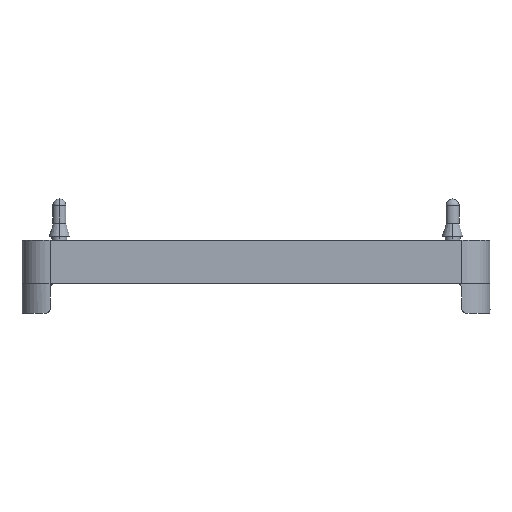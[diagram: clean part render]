
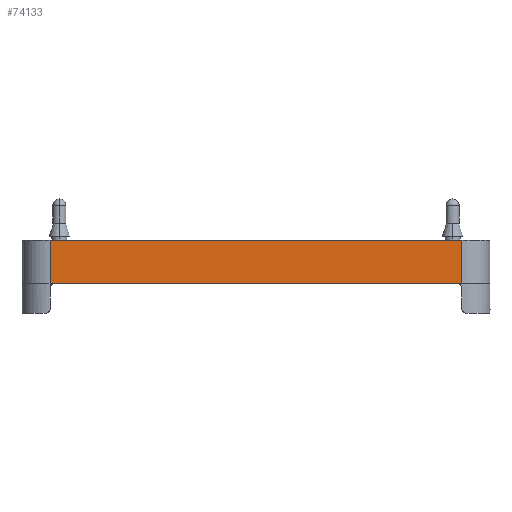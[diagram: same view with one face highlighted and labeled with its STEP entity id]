
A CAD part, left-side view. The second image highlights one B-rep face of the part: STEP entity #74133.
In plain terms, the highlighted planar face has unit normal (-1, 0, 0).
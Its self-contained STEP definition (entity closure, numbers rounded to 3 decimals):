
#1696=CARTESIAN_POINT('',(-62.5,54.961,-2.0));
#1697=VERTEX_POINT('',#1696);
#4177=CARTESIAN_POINT('',(-62.5,-54.961,-2.0));
#4178=VERTEX_POINT('',#4177);
#4186=CARTESIAN_POINT('',(-62.5,-54.961,-2.0));
#4187=DIRECTION('',(0.0,1.0,0.0));
#4188=VECTOR('',#4187,109.923);
#4189=LINE('',#4186,#4188);
#4190=EDGE_CURVE('',#4178,#1697,#4189,.T.);
#72760=CARTESIAN_POINT('',(-62.5,-55.,-2.0));
#72761=VERTEX_POINT('',#72760);
#72769=CARTESIAN_POINT('',(-62.5,-55.,-2.0));
#72770=DIRECTION('',(0.,1.0,0.0));
#72771=VECTOR('',#72770,0.039);
#72772=LINE('',#72769,#72771);
#72773=EDGE_CURVE('',#72761,#4178,#72772,.T.);
#72937=CARTESIAN_POINT('',(-62.5,55.0,-2.0));
#72938=VERTEX_POINT('',#72937);
#72956=CARTESIAN_POINT('',(-62.5,54.961,-2.0));
#72957=DIRECTION('',(0.,1.0,0.0));
#72958=VECTOR('',#72957,0.039);
#72959=LINE('',#72956,#72958);
#72960=EDGE_CURVE('',#1697,#72938,#72959,.T.);
#74101=CARTESIAN_POINT('',(-62.5,-55.,-2.0));
#74102=DIRECTION('',(-1.0,0.0,0.0));
#74103=DIRECTION('',(0.0,0.0,1.0));
#74104=AXIS2_PLACEMENT_3D('',#74101,#74102,#74103);
#74105=PLANE('',#74104);
#74106=CARTESIAN_POINT('',(-62.5,-55.,9.5));
#74107=VERTEX_POINT('',#74106);
#74108=CARTESIAN_POINT('',(-62.5,-55.,-2.0));
#74109=DIRECTION('',(0.0,0.0,1.0));
#74110=VECTOR('',#74109,11.5);
#74111=LINE('',#74108,#74110);
#74112=EDGE_CURVE('',#72761,#74107,#74111,.T.);
#74113=ORIENTED_EDGE('',*,*,#74112,.T.);
#74114=CARTESIAN_POINT('',(-62.5,55.0,9.5));
#74115=VERTEX_POINT('',#74114);
#74116=CARTESIAN_POINT('',(-62.5,-55.,9.5));
#74117=DIRECTION('',(0.0,1.0,0.0));
#74118=VECTOR('',#74117,110.);
#74119=LINE('',#74116,#74118);
#74120=EDGE_CURVE('',#74107,#74115,#74119,.T.);
#74121=ORIENTED_EDGE('',*,*,#74120,.T.);
#74122=CARTESIAN_POINT('',(-62.5,55.0,-2.0));
#74123=DIRECTION('',(0.0,0.0,1.0));
#74124=VECTOR('',#74123,11.5);
#74125=LINE('',#74122,#74124);
#74126=EDGE_CURVE('',#72938,#74115,#74125,.T.);
#74127=ORIENTED_EDGE('',*,*,#74126,.F.);
#74128=ORIENTED_EDGE('',*,*,#72960,.F.);
#74129=ORIENTED_EDGE('',*,*,#4190,.F.);
#74130=ORIENTED_EDGE('',*,*,#72773,.F.);
#74131=EDGE_LOOP('',(#74113,#74121,#74127,#74128,#74129,#74130));
#74132=FACE_OUTER_BOUND('',#74131,.T.);
#74133=ADVANCED_FACE('',(#74132),#74105,.T.);
